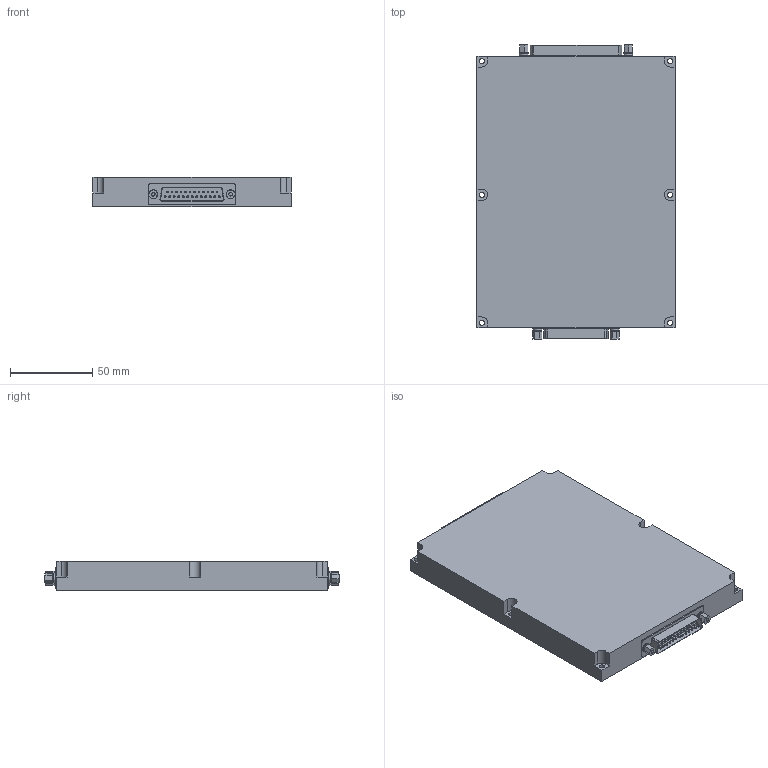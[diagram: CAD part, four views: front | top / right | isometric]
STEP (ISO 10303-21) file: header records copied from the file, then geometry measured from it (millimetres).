
FILE_DESCRIPTION(/* description */ ('Unknown'),/* implementation_level */ '2;1');
FILE_NAME(/* name */ 'M7338001',/* time_stamp */ '2020-04-09T14:23:35-04:00',/* author */ ('Unknown'),/* organization */ ('Unknown'),/* preprocessor_version */ 'ST-DEVELOPER v16.7',/* originating_system */ 'DEX',/* authorisation */ $);
FILE_SCHEMA (('CONFIG_CONTROL_DESIGN'));
Length unit declared in the file: millimetre
Products named in the file (8): M7338001; MAIN BODY; D-TYPE25PR; P001-19; MS35338-134; NAS620C4; D-TYPE37SC
Assembly tree (10 placements, depth 3):
  M7338001
    MAIN BODY
    D-TYPE25PR
    P001-19  x4
      P001-19
      MS35338-134
      NAS620C4
    D-TYPE37SC
Bounding box: 120.65 x 179.09 x 17.78 mm (x, y, z)
Volume: 363066.1 mm3; surface area: 61072.5 mm2
Topology: 15 solids, 15 shells, 568 faces, 1145 edges, 747 vertices
Faces by surface type: plane 264, cylinder 229, torus 75
Full cylindrical faces by diameter (mm): 1.14 x149, 2.156 x4, 2.382 x4, 2.92 x4, 3.05 x4, 3.2 x6, 5.309 x4
Entity records: 15036 total; most frequent: DIRECTION 2228, CARTESIAN_POINT 1855, ORIENTED_EDGE 1460, AXIS2_PLACEMENT_3D 985, EDGE_LOOP 896, FACE_BOUND 896, EDGE_CURVE 730, VERTEX_POINT 612
